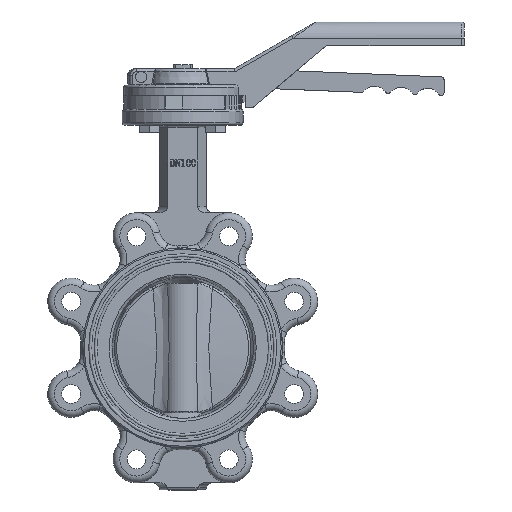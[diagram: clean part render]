
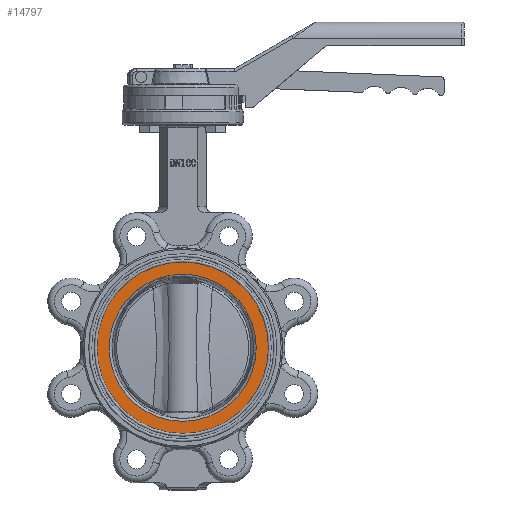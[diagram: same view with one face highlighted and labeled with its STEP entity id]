
A CAD part, top view. The second image highlights one B-rep face of the part: STEP entity #14797.
In plain terms, the highlighted face is planar.
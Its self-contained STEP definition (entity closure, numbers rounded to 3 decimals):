
#1648=CIRCLE('',#16278,54.84);
#1649=CIRCLE('',#16280,64.);
#4689=ORIENTED_EDGE('',*,*,#7424,.T.);
#4690=ORIENTED_EDGE('',*,*,#7425,.F.);
#7424=EDGE_CURVE('',#9007,#9007,#1648,.T.);
#7425=EDGE_CURVE('',#9008,#9008,#1649,.T.);
#9007=VERTEX_POINT('',#27113);
#9008=VERTEX_POINT('',#27116);
#11995=EDGE_LOOP('',(#4689));
#11996=EDGE_LOOP('',(#4690));
#13076=FACE_BOUND('',#11995,.T.);
#13077=FACE_BOUND('',#11996,.T.);
#13610=PLANE('',#16279);
#14797=ADVANCED_FACE('',(#13076,#13077),#13610,.T.);
#16278=AXIS2_PLACEMENT_3D('',#27112,#19610,#19611);
#16279=AXIS2_PLACEMENT_3D('',#27114,#19612,#19613);
#16280=AXIS2_PLACEMENT_3D('',#27115,#19614,#19615);
#19610=DIRECTION('',(0.,-1.,0.));
#19611=DIRECTION('',(0.,0.,-1.));
#19612=DIRECTION('',(0.,1.,0.));
#19613=DIRECTION('',(0.,0.,1.));
#19614=DIRECTION('',(0.,-1.,0.));
#19615=DIRECTION('',(0.,0.,-1.));
#27112=CARTESIAN_POINT('',(0.,27.,0.));
#27113=CARTESIAN_POINT('',(0.,27.,-54.84));
#27114=CARTESIAN_POINT('',(-60.625,27.,0.));
#27115=CARTESIAN_POINT('',(0.,27.,0.));
#27116=CARTESIAN_POINT('',(0.,27.,-64.));
